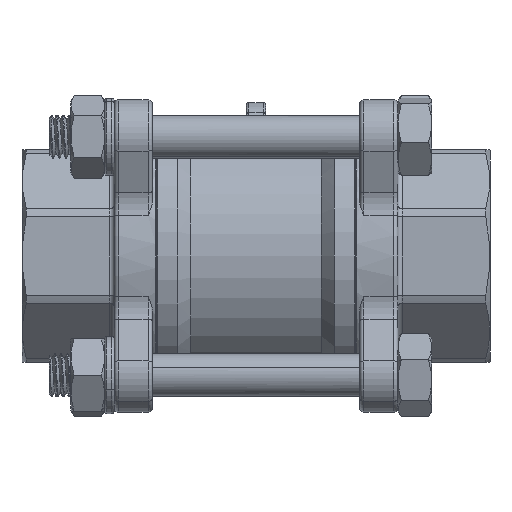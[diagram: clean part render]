
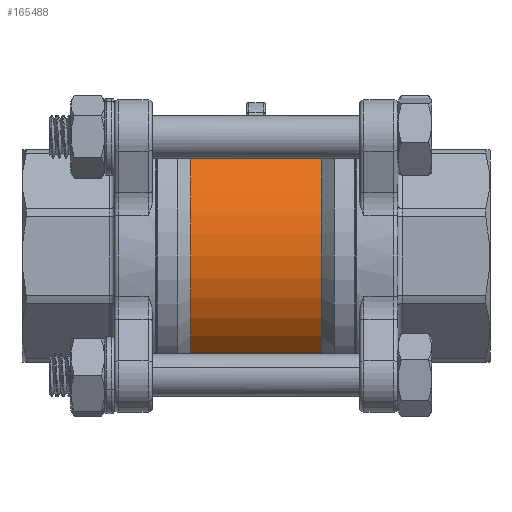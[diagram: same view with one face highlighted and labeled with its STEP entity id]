
A CAD part, front view. The second image highlights one B-rep face of the part: STEP entity #165488.
In plain terms, the highlighted cylindrical face has radius 30 mm (diameter 60 mm), a partial arc.
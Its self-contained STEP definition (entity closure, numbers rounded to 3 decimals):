
#129371 = VERTEX_POINT ( 'NONE', #133561 ) ;
#129475 = VERTEX_POINT ( 'NONE', #133697 ) ;
#129479 = EDGE_CURVE ( 'NONE', #129475, #129480, #133692, .T. ) ;
#129480 = VERTEX_POINT ( 'NONE', #133688 ) ;
#129565 = EDGE_CURVE ( 'NONE', #129566, #129371, #133812, .T. ) ;
#129566 = VERTEX_POINT ( 'NONE', #133813 ) ;
#133561 = CARTESIAN_POINT ( 'NONE',  ( 15.35, -11.268, 27.803 ) ) ;
#133688 = CARTESIAN_POINT ( 'NONE',  ( -15.35, -11.268, 27.803 ) ) ;
#133689 = DIRECTION ( 'NONE',  ( 0., 0., 1. ) ) ;
#133690 = DIRECTION ( 'NONE',  ( -1., 0., 0. ) ) ;
#133691 = AXIS2_PLACEMENT_3D ( 'NONE', #133699, #133690, #133689 ) ;
#133692 = CIRCLE ( 'NONE', #133691, 30. ) ;
#133697 = CARTESIAN_POINT ( 'NONE',  ( -15.35, -11.268, -27.803 ) ) ;
#133699 = CARTESIAN_POINT ( 'NONE',  ( -15.35, 0., 0. ) ) ;
#133808 = DIRECTION ( 'NONE',  ( 0., 0., 1. ) ) ;
#133809 = DIRECTION ( 'NONE',  ( -1., 0., 0. ) ) ;
#133810 = CARTESIAN_POINT ( 'NONE',  ( 15.35, 0., 0. ) ) ;
#133811 = AXIS2_PLACEMENT_3D ( 'NONE', #133810, #133809, #133808 ) ;
#133812 = CIRCLE ( 'NONE', #133811, 30. ) ;
#133813 = CARTESIAN_POINT ( 'NONE',  ( 15.35, -11.268, -27.803 ) ) ;
#147489 = DIRECTION ( 'NONE',  ( 1., 0., 0. ) ) ;
#147490 = VECTOR ( 'NONE', #147489, 1000. ) ;
#147491 = CARTESIAN_POINT ( 'NONE',  ( -23.35, -11.268, 27.803 ) ) ;
#147492 = LINE ( 'NONE', #147491, #147490 ) ;
#147615 = DIRECTION ( 'NONE',  ( 1., 0., 0. ) ) ;
#147616 = VECTOR ( 'NONE', #147615, 1000. ) ;
#147617 = CARTESIAN_POINT ( 'NONE',  ( -23.35, -11.268, -27.803 ) ) ;
#147618 = LINE ( 'NONE', #147617, #147616 ) ;
#147619 = DIRECTION ( 'NONE',  ( 0., 0., 1. ) ) ;
#147620 = DIRECTION ( 'NONE',  ( -1., 0., 0. ) ) ;
#147621 = CARTESIAN_POINT ( 'NONE',  ( -23.35, 0., 0. ) ) ;
#147622 = AXIS2_PLACEMENT_3D ( 'NONE', #147621, #147620, #147619 ) ;
#147623 = CYLINDRICAL_SURFACE ( 'NONE', #147622, 30. ) ;
#147625 = FACE_OUTER_BOUND ( 'NONE', #165493, .T. ) ;
#165404 = ORIENTED_EDGE ( 'NONE', *, *, #165405, .F. ) ;
#165405 = EDGE_CURVE ( 'NONE', #129480, #129371, #147492, .T. ) ;
#165406 = ORIENTED_EDGE ( 'NONE', *, *, #129479, .F. ) ;
#165488 = ADVANCED_FACE ( 'NONE', ( #147625 ), #147623, .T. ) ;
#165493 = EDGE_LOOP ( 'NONE', ( #165495, #165502, #165404, #165406 ) ) ;
#165495 = ORIENTED_EDGE ( 'NONE', *, *, #165497, .T. ) ;
#165497 = EDGE_CURVE ( 'NONE', #129475, #129566, #147618, .T. ) ;
#165502 = ORIENTED_EDGE ( 'NONE', *, *, #129565, .T. ) ;
